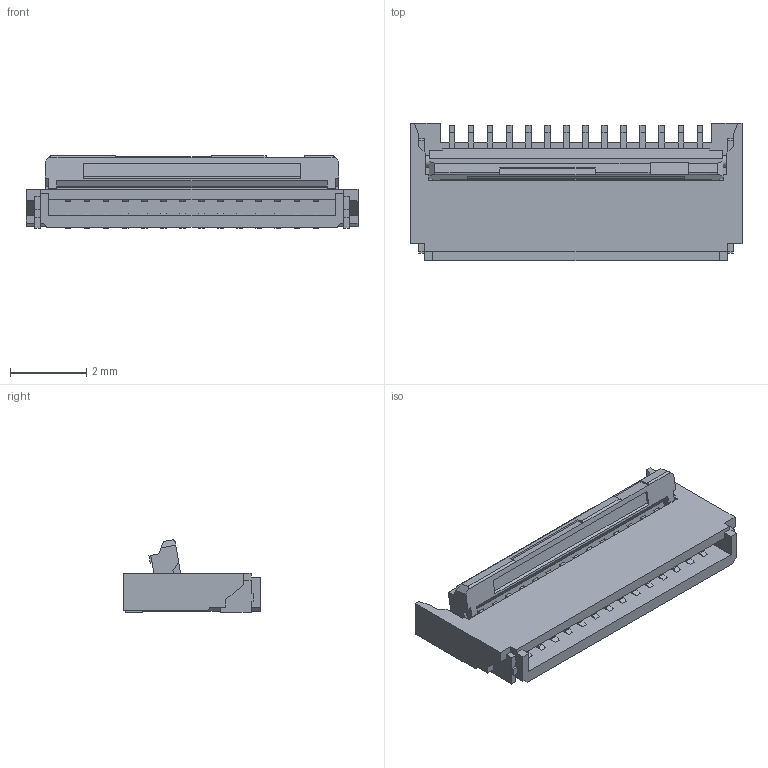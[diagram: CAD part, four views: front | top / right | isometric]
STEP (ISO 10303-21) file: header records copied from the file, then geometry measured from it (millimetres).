
FILE_DESCRIPTION(('FreeCAD Model'),'2;1');
FILE_NAME('5034801400_sp.step','2018-02-17T11:39:47',('kicad StepUp'),('ksu MCAD'), 'Open CASCADE STEP processor 6.8','FreeCAD','Unknown');
FILE_SCHEMA(('AUTOMOTIVE_DESIGN_CC2 { 1 2 10303 214 -1 1 5 4 }'));
Length unit declared in the file: millimetre
Products named in the file (1): 5034801400_sp
Bounding box: 8.7 x 3.6 x 1.9 mm (x, y, z)
Volume: 21.5 mm3; surface area: 156 mm2
Topology: 1 solids, 1 shells, 658 faces, 1853 edges, 1318 vertices
Faces by surface type: plane 618, cylinder 40
Entity records: 21066 total; most frequent: CARTESIAN_POINT 3840, ORIENTED_EDGE 3578, DIRECTION 3251, EDGE_CURVE 1789, LINE 1769, VECTOR 1769, VERTEX_POINT 1190, FACE_BOUND 745
